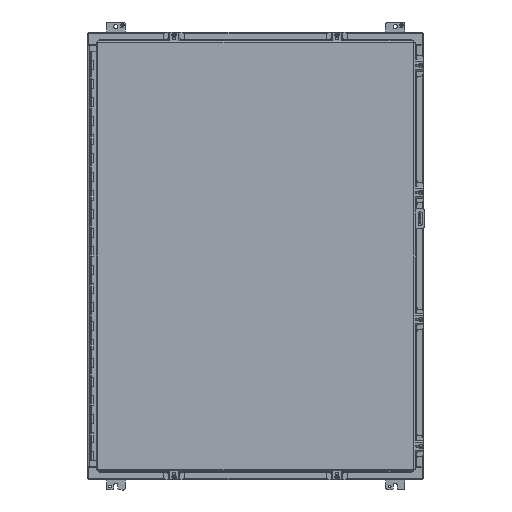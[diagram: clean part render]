
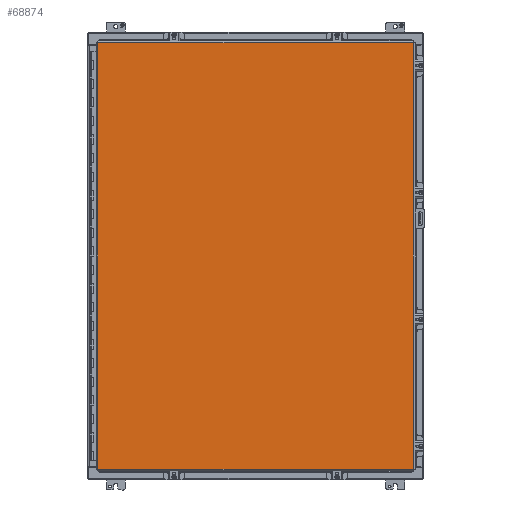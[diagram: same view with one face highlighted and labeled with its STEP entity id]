
A CAD part, front view. The second image highlights one B-rep face of the part: STEP entity #68874.
In plain terms, the highlighted planar face has unit normal (0, -1, 0).
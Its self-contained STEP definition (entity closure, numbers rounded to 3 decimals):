
#2300 = CARTESIAN_POINT ( 'NONE',  ( 16.944, -9.222, -23.063 ) ) ;
#5742 = LINE ( 'NONE', #56270, #36438 ) ;
#6319 = CARTESIAN_POINT ( 'NONE',  ( -16.944, -9.222, -22.913 ) ) ;
#8938 = ORIENTED_EDGE ( 'NONE', *, *, #57233, .F. ) ;
#9193 = VERTEX_POINT ( 'NONE', #6319 ) ;
#10963 = DIRECTION ( 'NONE',  ( 0., 0., -1. ) ) ;
#14536 = CARTESIAN_POINT ( 'NONE',  ( -16.944, -9.222, 22.913 ) ) ;
#20048 = DIRECTION ( 'NONE',  ( -1., 0., 0. ) ) ;
#21606 = DIRECTION ( 'NONE',  ( 0., 0., -1. ) ) ;
#22086 = VECTOR ( 'NONE', #21606, 39.37 ) ;
#22151 = LINE ( 'NONE', #27513, #43666 ) ;
#23468 = DIRECTION ( 'NONE',  ( 1., 0., 0. ) ) ;
#24965 = AXIS2_PLACEMENT_3D ( 'NONE', #36836, #75042, #10963 ) ;
#25302 = ORIENTED_EDGE ( 'NONE', *, *, #30360, .F. ) ;
#27458 = LINE ( 'NONE', #52507, #73865 ) ;
#27513 = CARTESIAN_POINT ( 'NONE',  ( -16.944, -9.222, -23.063 ) ) ;
#29132 = DIRECTION ( 'NONE',  ( 0., 0., 1. ) ) ;
#29985 = CARTESIAN_POINT ( 'NONE',  ( 16.944, -9.222, -22.913 ) ) ;
#30360 = EDGE_CURVE ( 'NONE', #9193, #46069, #22151, .T. ) ;
#36032 = FACE_OUTER_BOUND ( 'NONE', #59025, .T. ) ;
#36438 = VECTOR ( 'NONE', #23468, 39.37 ) ;
#36836 = CARTESIAN_POINT ( 'NONE',  ( 17.094, -9.222, -23.063 ) ) ;
#42196 = PLANE ( 'NONE',  #24965 ) ;
#43666 = VECTOR ( 'NONE', #29132, 39.37 ) ;
#46069 = VERTEX_POINT ( 'NONE', #14536 ) ;
#46887 = ORIENTED_EDGE ( 'NONE', *, *, #51856, .F. ) ;
#51856 = EDGE_CURVE ( 'NONE', #67940, #9193, #27458, .T. ) ;
#52154 = ORIENTED_EDGE ( 'NONE', *, *, #79915, .F. ) ;
#52507 = CARTESIAN_POINT ( 'NONE',  ( 17.094, -9.222, -22.913 ) ) ;
#56260 = CARTESIAN_POINT ( 'NONE',  ( 16.944, -9.222, 22.913 ) ) ;
#56270 = CARTESIAN_POINT ( 'NONE',  ( 17.094, -9.222, 22.912 ) ) ;
#57233 = EDGE_CURVE ( 'NONE', #46069, #80822, #5742, .T. ) ;
#59025 = EDGE_LOOP ( 'NONE', ( #52154, #8938, #25302, #46887 ) ) ;
#67940 = VERTEX_POINT ( 'NONE', #29985 ) ;
#68874 = ADVANCED_FACE ( 'NONE', ( #36032 ), #42196, .F. ) ;
#73865 = VECTOR ( 'NONE', #20048, 39.37 ) ;
#75042 = DIRECTION ( 'NONE',  ( 0., 1., 0. ) ) ;
#77890 = LINE ( 'NONE', #2300, #22086 ) ;
#79915 = EDGE_CURVE ( 'NONE', #80822, #67940, #77890, .T. ) ;
#80822 = VERTEX_POINT ( 'NONE', #56260 ) ;
